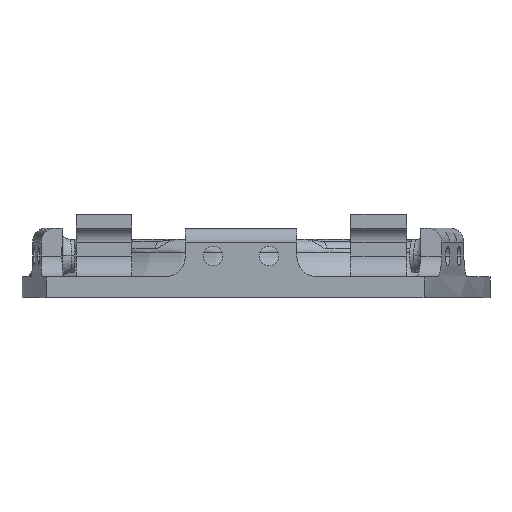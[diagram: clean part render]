
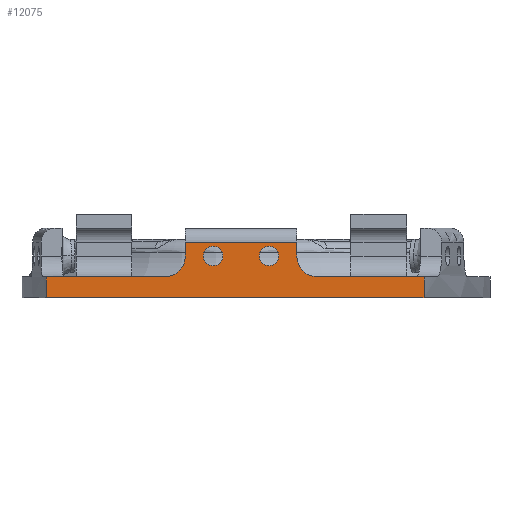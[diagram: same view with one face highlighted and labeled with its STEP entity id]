
A CAD part, front view. The second image highlights one B-rep face of the part: STEP entity #12075.
In plain terms, the highlighted planar face has unit normal (0, -1, 0).
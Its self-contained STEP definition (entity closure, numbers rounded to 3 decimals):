
#200 = LINE ( 'NONE', #15044, #9538 ) ;
#353 = EDGE_CURVE ( 'NONE', #9309, #4782, #4283, .T. ) ;
#393 = EDGE_CURVE ( 'NONE', #4782, #9309, #7482, .T. ) ;
#442 = DIRECTION ( 'NONE',  ( 0., -1., 0. ) ) ;
#483 = DIRECTION ( 'NONE',  ( 1., 0., 0. ) ) ;
#513 = AXIS2_PLACEMENT_3D ( 'NONE', #8245, #954, #9444 ) ;
#554 = CARTESIAN_POINT ( 'NONE',  ( -51.1, -55.6, 28. ) ) ;
#563 = EDGE_CURVE ( 'NONE', #6388, #14876, #6351, .T. ) ;
#587 = DIRECTION ( 'NONE',  ( 1., 0., 0. ) ) ;
#954 = DIRECTION ( 'NONE',  ( 0., -1., 0. ) ) ;
#988 = CARTESIAN_POINT ( 'NONE',  ( -15.15, -55.6, 36. ) ) ;
#1190 = EDGE_CURVE ( 'NONE', #6388, #2109, #4266, .T. ) ;
#1346 = CARTESIAN_POINT ( 'NONE',  ( -51.1, -55.6, 29. ) ) ;
#1503 = EDGE_CURVE ( 'NONE', #8007, #12439, #8421, .T. ) ;
#1622 = CARTESIAN_POINT ( 'NONE',  ( -53., -55.6, 28. ) ) ;
#1844 = EDGE_LOOP ( 'NONE', ( #2152, #6102 ) ) ;
#2109 = VERTEX_POINT ( 'NONE', #13688 ) ;
#2144 = CARTESIAN_POINT ( 'NONE',  ( -27.15, -55.6, 32. ) ) ;
#2152 = ORIENTED_EDGE ( 'NONE', *, *, #3109, .F. ) ;
#2169 = EDGE_CURVE ( 'NONE', #11623, #8933, #200, .T. ) ;
#2310 = DIRECTION ( 'NONE',  ( 0., 1., 0. ) ) ;
#2907 = VECTOR ( 'NONE', #7362, 1000. ) ;
#2954 = ORIENTED_EDGE ( 'NONE', *, *, #7921, .T. ) ;
#3109 = EDGE_CURVE ( 'NONE', #14847, #14681, #8385, .T. ) ;
#3352 = CARTESIAN_POINT ( 'NONE',  ( -53., -55.6, 26. ) ) ;
#3367 = DIRECTION ( 'NONE',  ( 1., 0., 0. ) ) ;
#3422 = ORIENTED_EDGE ( 'NONE', *, *, #393, .F. ) ;
#3604 = DIRECTION ( 'NONE',  ( 0., 1., 0. ) ) ;
#3608 = VECTOR ( 'NONE', #5736, 1000. ) ;
#3716 = AXIS2_PLACEMENT_3D ( 'NONE', #10142, #3604, #4671 ) ;
#4015 = ORIENTED_EDGE ( 'NONE', *, *, #4698, .T. ) ;
#4071 = CARTESIAN_POINT ( 'NONE',  ( -19.15, -55.6, 33.4 ) ) ;
#4082 = DIRECTION ( 'NONE',  ( 0., 1., 0. ) ) ;
#4142 = DIRECTION ( 'NONE',  ( 0., 0., -1. ) ) ;
#4205 = LINE ( 'NONE', #988, #14293 ) ;
#4255 = CARTESIAN_POINT ( 'NONE',  ( -51.1, -55.6, 29. ) ) ;
#4266 = LINE ( 'NONE', #4291, #13568 ) ;
#4283 = CIRCLE ( 'NONE', #13082, 1.4 ) ;
#4291 = CARTESIAN_POINT ( 'NONE',  ( -51.1, -55.6, 29. ) ) ;
#4402 = FACE_BOUND ( 'NONE', #14225, .T. ) ;
#4478 = CARTESIAN_POINT ( 'NONE',  ( -15.15, -55.6, 34. ) ) ;
#4671 = DIRECTION ( 'NONE',  ( 0., 0., 1. ) ) ;
#4698 = EDGE_CURVE ( 'NONE', #5995, #9789, #13011, .T. ) ;
#4716 = CARTESIAN_POINT ( 'NONE',  ( 3.102, -55.6, 26. ) ) ;
#4782 = VERTEX_POINT ( 'NONE', #7617 ) ;
#4923 = CARTESIAN_POINT ( 'NONE',  ( -31.15, -55.6, 36. ) ) ;
#5343 = VECTOR ( 'NONE', #13541, 1000. ) ;
#5522 = ORIENTED_EDGE ( 'NONE', *, *, #12740, .T. ) ;
#5704 = CARTESIAN_POINT ( 'NONE',  ( -27.15, -55.6, 33.4 ) ) ;
#5736 = DIRECTION ( 'NONE',  ( 1., 0., 0. ) ) ;
#5839 = EDGE_LOOP ( 'NONE', ( #4015, #12086, #12106, #7438, #2954, #8450, #8375, #6404, #6213, #5522 ) ) ;
#5995 = VERTEX_POINT ( 'NONE', #15555 ) ;
#6102 = ORIENTED_EDGE ( 'NONE', *, *, #6277, .F. ) ;
#6213 = ORIENTED_EDGE ( 'NONE', *, *, #6613, .F. ) ;
#6277 = EDGE_CURVE ( 'NONE', #14681, #14847, #15822, .T. ) ;
#6283 = CARTESIAN_POINT ( 'NONE',  ( -15.15, -55.6, 32. ) ) ;
#6351 = LINE ( 'NONE', #554, #15708 ) ;
#6388 = VERTEX_POINT ( 'NONE', #4255 ) ;
#6404 = ORIENTED_EDGE ( 'NONE', *, *, #1503, .T. ) ;
#6480 = CARTESIAN_POINT ( 'NONE',  ( 3.102, -55.6, 29. ) ) ;
#6613 = EDGE_CURVE ( 'NONE', #7792, #12439, #4205, .T. ) ;
#7362 = DIRECTION ( 'NONE',  ( 0., 0., -1. ) ) ;
#7438 = ORIENTED_EDGE ( 'NONE', *, *, #563, .T. ) ;
#7482 = CIRCLE ( 'NONE', #513, 1.4 ) ;
#7617 = CARTESIAN_POINT ( 'NONE',  ( -27.15, -55.6, 30.6 ) ) ;
#7738 = CARTESIAN_POINT ( 'NONE',  ( -19.15, -55.6, 32. ) ) ;
#7777 = DIRECTION ( 'NONE',  ( 0., -1., 0. ) ) ;
#7792 = VERTEX_POINT ( 'NONE', #4478 ) ;
#7921 = EDGE_CURVE ( 'NONE', #14876, #8933, #13307, .T. ) ;
#8007 = VERTEX_POINT ( 'NONE', #15643 ) ;
#8055 = CARTESIAN_POINT ( 'NONE',  ( -51.1, -55.6, 26. ) ) ;
#8245 = CARTESIAN_POINT ( 'NONE',  ( -27.15, -55.6, 32. ) ) ;
#8375 = ORIENTED_EDGE ( 'NONE', *, *, #13039, .F. ) ;
#8385 = CIRCLE ( 'NONE', #13373, 1.4 ) ;
#8421 = CIRCLE ( 'NONE', #3716, 3. ) ;
#8450 = ORIENTED_EDGE ( 'NONE', *, *, #2169, .F. ) ;
#8929 = EDGE_CURVE ( 'NONE', #9789, #2109, #14250, .T. ) ;
#8933 = VERTEX_POINT ( 'NONE', #4716 ) ;
#8957 = DIRECTION ( 'NONE',  ( 1., 0., 0. ) ) ;
#9202 = CARTESIAN_POINT ( 'NONE',  ( -19.15, -55.6, 30.6 ) ) ;
#9309 = VERTEX_POINT ( 'NONE', #5704 ) ;
#9444 = DIRECTION ( 'NONE',  ( 1., 0., 0. ) ) ;
#9493 = AXIS2_PLACEMENT_3D ( 'NONE', #15112, #7777, #483 ) ;
#9538 = VECTOR ( 'NONE', #4142, 1000. ) ;
#9570 = CARTESIAN_POINT ( 'NONE',  ( -34.15, -55.6, 32. ) ) ;
#9789 = VERTEX_POINT ( 'NONE', #10228 ) ;
#10142 = CARTESIAN_POINT ( 'NONE',  ( -12.15, -55.6, 32. ) ) ;
#10192 = AXIS2_PLACEMENT_3D ( 'NONE', #1622, #4082, #12572 ) ;
#10228 = CARTESIAN_POINT ( 'NONE',  ( -31.15, -55.6, 32. ) ) ;
#10621 = DIRECTION ( 'NONE',  ( 0., -1., 0. ) ) ;
#10755 = DIRECTION ( 'NONE',  ( 0., 0., -1. ) ) ;
#10797 = DIRECTION ( 'NONE',  ( 0., 0., 1. ) ) ;
#10840 = FACE_OUTER_BOUND ( 'NONE', #5839, .T. ) ;
#10885 = ORIENTED_EDGE ( 'NONE', *, *, #353, .F. ) ;
#11615 = FACE_BOUND ( 'NONE', #1844, .T. ) ;
#11623 = VERTEX_POINT ( 'NONE', #6480 ) ;
#12075 = ADVANCED_FACE ( 'NONE', ( #10840, #4402, #11615 ), #12464, .F. ) ;
#12086 = ORIENTED_EDGE ( 'NONE', *, *, #8929, .T. ) ;
#12106 = ORIENTED_EDGE ( 'NONE', *, *, #1190, .F. ) ;
#12258 = CARTESIAN_POINT ( 'NONE',  ( -31.15, -55.6, 34. ) ) ;
#12368 = LINE ( 'NONE', #1346, #12765 ) ;
#12439 = VERTEX_POINT ( 'NONE', #6283 ) ;
#12464 = PLANE ( 'NONE',  #10192 ) ;
#12572 = DIRECTION ( 'NONE',  ( 0., 0., 1. ) ) ;
#12740 = EDGE_CURVE ( 'NONE', #7792, #5995, #15073, .T. ) ;
#12765 = VECTOR ( 'NONE', #13526, 1000. ) ;
#12866 = DIRECTION ( 'NONE',  ( 0., 0., -1. ) ) ;
#13011 = LINE ( 'NONE', #4923, #2907 ) ;
#13039 = EDGE_CURVE ( 'NONE', #8007, #11623, #12368, .T. ) ;
#13082 = AXIS2_PLACEMENT_3D ( 'NONE', #2144, #10621, #3367 ) ;
#13307 = LINE ( 'NONE', #3352, #3608 ) ;
#13373 = AXIS2_PLACEMENT_3D ( 'NONE', #7738, #442, #8957 ) ;
#13526 = DIRECTION ( 'NONE',  ( 1., 0., 0. ) ) ;
#13541 = DIRECTION ( 'NONE',  ( -1., 0., 0. ) ) ;
#13568 = VECTOR ( 'NONE', #587, 1000. ) ;
#13688 = CARTESIAN_POINT ( 'NONE',  ( -34.15, -55.6, 29. ) ) ;
#14225 = EDGE_LOOP ( 'NONE', ( #3422, #10885 ) ) ;
#14250 = CIRCLE ( 'NONE', #14739, 3. ) ;
#14293 = VECTOR ( 'NONE', #10755, 1000. ) ;
#14681 = VERTEX_POINT ( 'NONE', #4071 ) ;
#14739 = AXIS2_PLACEMENT_3D ( 'NONE', #9570, #2310, #10797 ) ;
#14847 = VERTEX_POINT ( 'NONE', #9202 ) ;
#14876 = VERTEX_POINT ( 'NONE', #8055 ) ;
#15044 = CARTESIAN_POINT ( 'NONE',  ( 3.102, -55.6, 28. ) ) ;
#15073 = LINE ( 'NONE', #12258, #5343 ) ;
#15112 = CARTESIAN_POINT ( 'NONE',  ( -19.15, -55.6, 32. ) ) ;
#15555 = CARTESIAN_POINT ( 'NONE',  ( -31.15, -55.6, 34. ) ) ;
#15643 = CARTESIAN_POINT ( 'NONE',  ( -12.15, -55.6, 29. ) ) ;
#15708 = VECTOR ( 'NONE', #12866, 1000. ) ;
#15822 = CIRCLE ( 'NONE', #9493, 1.4 ) ;
